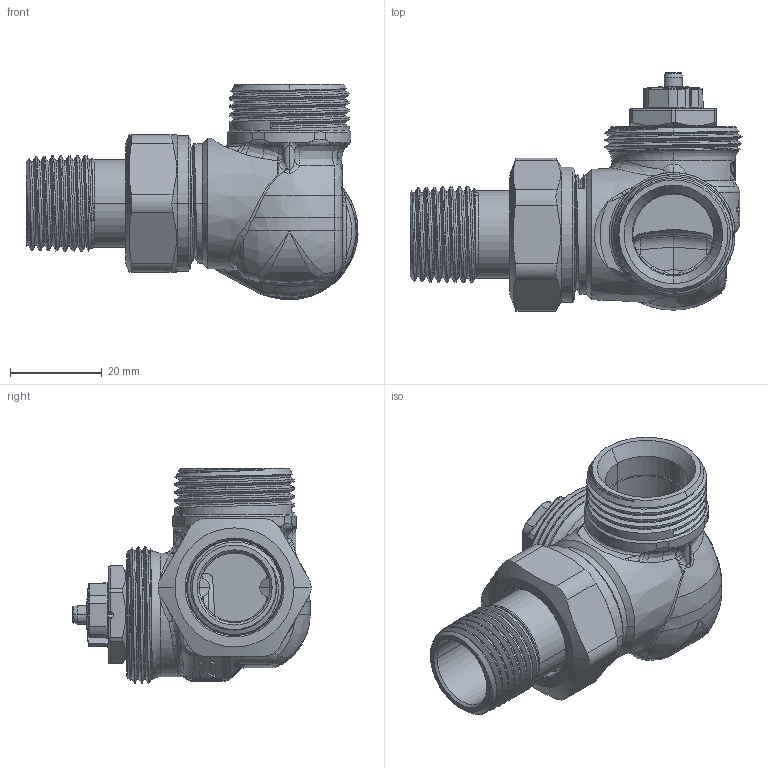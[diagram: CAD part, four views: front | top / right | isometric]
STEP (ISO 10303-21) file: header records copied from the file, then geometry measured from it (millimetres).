
FILE_DESCRIPTION((''),'2;1');
FILE_NAME('3734-02-000-GEW-O-B_SW0001','2015-08-04T',('marann'),(''),'PRO/ENGINEER BY PARAMETRIC TECHNOLOGY CORPORATION, 2011490','PRO/ENGINEER BY PARAMETRIC TECHNOLOGY CORPORATION, 2011490','');
FILE_SCHEMA(('CONFIG_CONTROL_DESIGN'));
Products named in the file (1): 3734-02-000-GEW-O-B_SW0001
Bounding box: 72.47 x 52 x 47 mm (x, y, z)
Volume: 31240.9 mm3; surface area: 23993.7 mm2
Topology: 1 solids, 1 shells, 1454 faces, 3812 edges, 2417 vertices
Faces by surface type: plane 682, cylinder 278, bspline 269, cone 124, torus 86, sphere 15
Entity records: 65300 total; most frequent: CARTESIAN_POINT 32897, ORIENTED_EDGE 7616, DIRECTION 5495, EDGE_CURVE 3808, VERTEX_POINT 2417, AXIS2_PLACEMENT_3D 2007, EDGE_LOOP 1521, B_SPLINE_CURVE_WITH_KNOTS 1505
